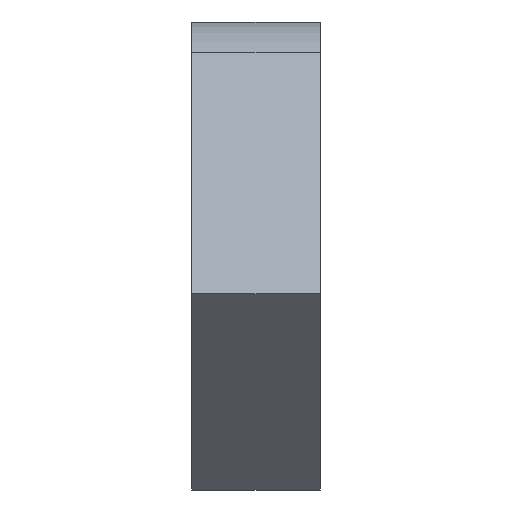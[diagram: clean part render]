
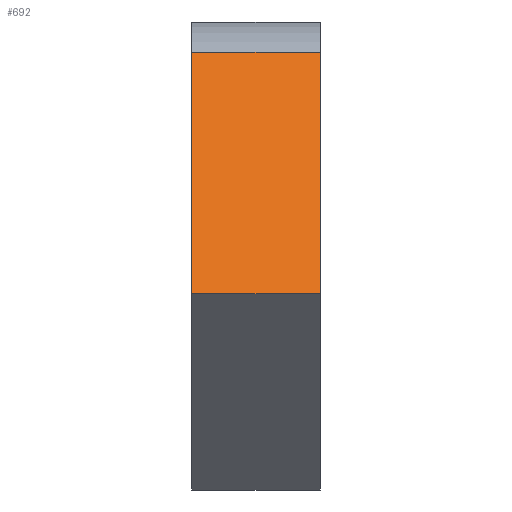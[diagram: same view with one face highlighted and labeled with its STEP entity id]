
A CAD part, front view. The second image highlights one B-rep face of the part: STEP entity #692.
In plain terms, the highlighted planar face has unit normal (0, -0.707, 0.707).
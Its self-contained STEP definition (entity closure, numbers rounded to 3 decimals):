
#48=PLANE('',#750);
#66=FACE_OUTER_BOUND('',#100,.T.);
#100=EDGE_LOOP('',(#491,#492,#493,#494));
#169=LINE('',#1039,#229);
#170=LINE('',#1042,#230);
#171=LINE('',#1044,#231);
#172=LINE('',#1045,#232);
#229=VECTOR('',#835,10.);
#230=VECTOR('',#838,10.);
#231=VECTOR('',#839,10.);
#232=VECTOR('',#840,10.);
#325=VERTEX_POINT('',#1032);
#328=VERTEX_POINT('',#1037);
#329=VERTEX_POINT('',#1041);
#330=VERTEX_POINT('',#1043);
#393=EDGE_CURVE('',#328,#325,#169,.T.);
#394=EDGE_CURVE('',#329,#328,#170,.T.);
#395=EDGE_CURVE('',#329,#330,#171,.T.);
#396=EDGE_CURVE('',#325,#330,#172,.T.);
#491=ORIENTED_EDGE('',*,*,#393,.F.);
#492=ORIENTED_EDGE('',*,*,#394,.F.);
#493=ORIENTED_EDGE('',*,*,#395,.T.);
#494=ORIENTED_EDGE('',*,*,#396,.F.);
#692=ADVANCED_FACE('',(#66),#48,.T.);
#750=AXIS2_PLACEMENT_3D('',#1040,#836,#837);
#835=DIRECTION('',(1.,0.,0.));
#836=DIRECTION('center_axis',(0.,-0.707,0.707));
#837=DIRECTION('ref_axis',(0.,-0.707,-0.707));
#838=DIRECTION('',(0.,0.707,0.707));
#839=DIRECTION('',(1.,0.,0.));
#840=DIRECTION('',(0.,-0.707,-0.707));
#1032=CARTESIAN_POINT('',(12.5,10.958,49.142));
#1037=CARTESIAN_POINT('',(-12.5,10.958,49.142));
#1039=CARTESIAN_POINT('',(0.,10.958,49.142));
#1040=CARTESIAN_POINT('Origin',(0.,16.816,55.));
#1041=CARTESIAN_POINT('',(-12.5,-36.062,2.121));
#1042=CARTESIAN_POINT('',(-12.5,-19.092,19.092));
#1043=CARTESIAN_POINT('',(12.5,-36.062,2.121));
#1044=CARTESIAN_POINT('',(0.,-36.062,2.121));
#1045=CARTESIAN_POINT('',(12.5,16.816,55.));
